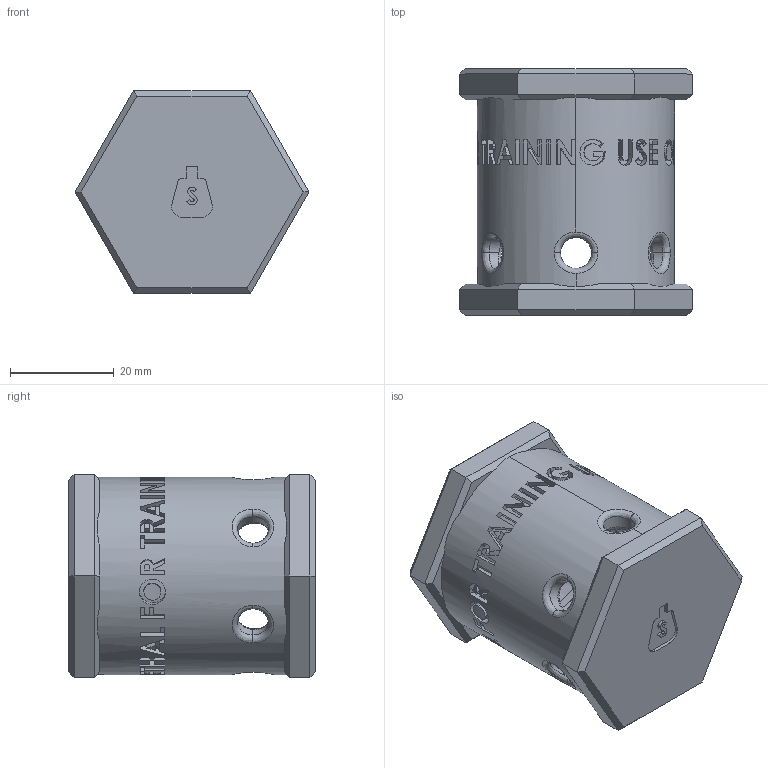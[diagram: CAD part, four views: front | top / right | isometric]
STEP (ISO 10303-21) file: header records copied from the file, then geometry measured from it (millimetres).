
FILE_DESCRIPTION (( 'STEP AP214' ), '1' );
FILE_NAME ('DS388F.STEP', '2025-05-27T18:41:44', ( '' ), ( '' ), 'SwSTEP 2.0', 'SolidWorks 2025', '' );
FILE_SCHEMA (( 'AUTOMOTIVE_DESIGN' ));
Length unit declared in the file: millimetre
Products named in the file (1): DS388F
Bounding box: 45.03 x 47.5 x 39 mm (x, y, z)
Volume: 26468.3 mm3; surface area: 13567.4 mm2
Topology: 1 solids, 1 shells, 446 faces, 1206 edges, 795 vertices
Faces by surface type: bspline 308, plane 68, cylinder 64, cone 4, torus 2
Entity records: 34509 total; most frequent: CARTESIAN_POINT 26115, ORIENTED_EDGE 2412, EDGE_CURVE 1206, B_SPLINE_CURVE_WITH_KNOTS 932, VERTEX_POINT 795, DIRECTION 568, EDGE_LOOP 491, FACE_OUTER_BOUND 446
